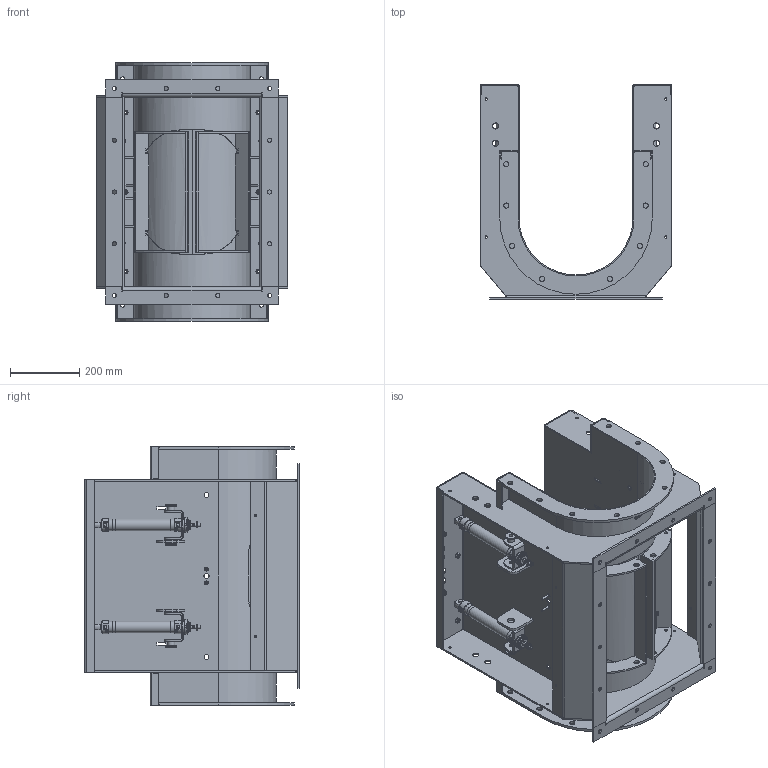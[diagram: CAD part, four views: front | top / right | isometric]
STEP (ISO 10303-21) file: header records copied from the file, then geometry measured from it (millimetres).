
FILE_DESCRIPTION(/* description */ (''),/* implementation_level */ '2;1');
FILE_NAME(/* name */ 'Model.stp',/* time_stamp */ '2025-06-19T14:43:45+08:00',/* author */ ('MENEngineer04'),/* organization */ ('件'),/* preprocessor_version */ 'ST-DEVELOPER v19.2',/* originating_system */ 'Autodesk Inventor 2023',/* authorisation */ '');
FILE_SCHEMA (('CONFIG_CONTROL_DESIGN'));
Length unit declared in the file: millimetre
Products named in the file (18): 部件1; P-0303-10001; U-0303-10001; U-0303-10002; U-0303-10003; U-0303-10004; U-0303-10006; F-0102-01009; F-0101-17034; U-0303-01002; P-0303-10002; U-0303-10007; U-0303-10008; U-0303-10010; U-0303-10009; P-0304-10101; P-0304-10103; C-0901-10216
Assembly tree (54 placements, depth 3):
  部件1
    P-0303-10001
      U-0303-10001
      U-0303-10002  x2
      U-0303-10003  x2
      U-0303-10004  x2
      U-0303-10006  x4
      F-0102-01009  x14
      F-0101-17034  x4
      U-0303-01002  x2
    P-0303-10002  x2
      U-0303-10007
      U-0303-10008
      U-0303-10009
      U-0303-10010
    P-0304-10103  x7
    P-0304-10101  x4
    C-0901-10216  x4
Bounding box: 556 x 622 x 750 mm (x, y, z)
Volume: 8381904.9 mm3; surface area: 4316036.5 mm2
Topology: 68 solids, 68 shells, 1794 faces, 4425 edges, 2838 vertices
Faces by surface type: plane 1003, cylinder 429, cone 318, torus 32, bspline 12
Full cylindrical faces by diameter (mm): 4 x8, 6 x4, 6.647 x14, 6.75 x12, 7 x4, 8.4 x4, 8.566 x8, 8.647 x4, 10 x22, 10.2 x19, 11.34 x4, 12 x26, 13 x4, 14 x4, 15 x18, 16 x4, 18 x8, 21 x4, 22 x11, 27.7 x4, 27.8 x4, 28.376 x4, 30 x12, 32 x12, 33.6 x4, 34 x7, 36 x8
Entity records: 21952 total; most frequent: CARTESIAN_POINT 4526, DIRECTION 3442, ORIENTED_EDGE 3342, EDGE_CURVE 1671, AXIS2_PLACEMENT_3D 1155, LINE 1132, VECTOR 1132, VERTEX_POINT 1078
